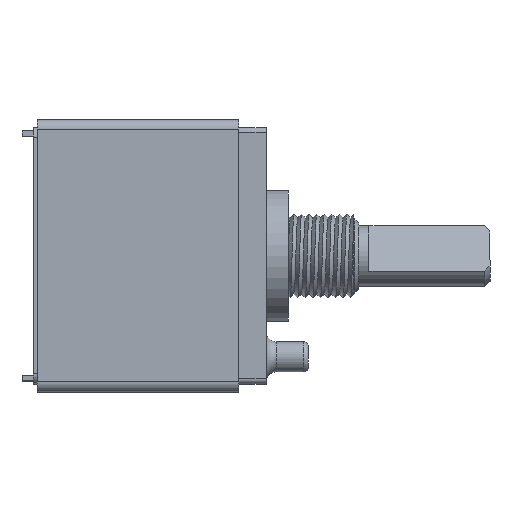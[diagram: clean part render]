
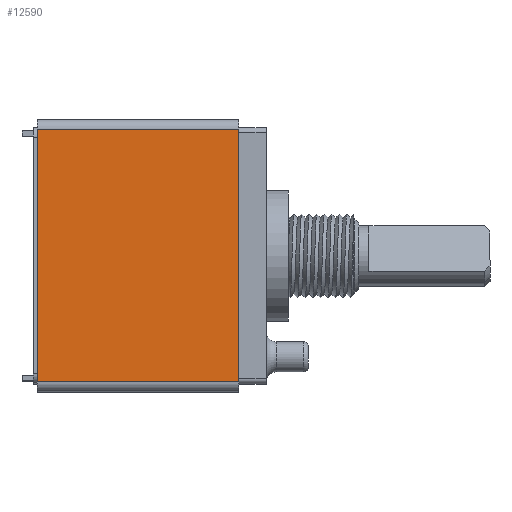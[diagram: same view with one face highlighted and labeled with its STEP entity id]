
A CAD part, top view. The second image highlights one B-rep face of the part: STEP entity #12590.
In plain terms, the highlighted planar face has unit normal (0, 0, 1).
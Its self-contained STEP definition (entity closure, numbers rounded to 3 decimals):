
#168 = VERTEX_POINT ( 'NONE', #16692 ) ;
#467 = VECTOR ( 'NONE', #7430, 1000. ) ;
#889 = LINE ( 'NONE', #10524, #467 ) ;
#951 = EDGE_CURVE ( 'NONE', #16930, #10135, #4107, .T. ) ;
#2117 = VECTOR ( 'NONE', #6689, 1000. ) ;
#3527 = DIRECTION ( 'NONE',  ( 1., 0., 0. ) ) ;
#3635 = CARTESIAN_POINT ( 'NONE',  ( -9.2, -12.5, 12.5 ) ) ;
#4107 = LINE ( 'NONE', #5628, #5112 ) ;
#5112 = VECTOR ( 'NONE', #20246, 1000. ) ;
#5449 = CARTESIAN_POINT ( 'NONE',  ( 0.8, 12.5, 12.5 ) ) ;
#5628 = CARTESIAN_POINT ( 'NONE',  ( 0.8, -13.5, 12.5 ) ) ;
#6689 = DIRECTION ( 'NONE',  ( -1., 0., 0. ) ) ;
#6730 = LINE ( 'NONE', #3635, #7865 ) ;
#7430 = DIRECTION ( 'NONE',  ( 0., -1., 0. ) ) ;
#7865 = VECTOR ( 'NONE', #3527, 1000. ) ;
#8088 = DIRECTION ( 'NONE',  ( -1., 0., 0. ) ) ;
#8517 = ORIENTED_EDGE ( 'NONE', *, *, #951, .F. ) ;
#9083 = DIRECTION ( 'NONE',  ( 0., 0., -1. ) ) ;
#9249 = EDGE_LOOP ( 'NONE', ( #10458, #10534, #8517, #16279 ) ) ;
#9795 = LINE ( 'NONE', #16806, #2117 ) ;
#10135 = VERTEX_POINT ( 'NONE', #13149 ) ;
#10458 = ORIENTED_EDGE ( 'NONE', *, *, #12041, .T. ) ;
#10524 = CARTESIAN_POINT ( 'NONE',  ( -19.2, -13.5, 12.5 ) ) ;
#10534 = ORIENTED_EDGE ( 'NONE', *, *, #20261, .T. ) ;
#12041 = EDGE_CURVE ( 'NONE', #18581, #168, #889, .T. ) ;
#12408 = FACE_OUTER_BOUND ( 'NONE', #9249, .T. ) ;
#12510 = PLANE ( 'NONE',  #19384 ) ;
#12590 = ADVANCED_FACE ( 'NONE', ( #12408 ), #12510, .F. ) ;
#13149 = CARTESIAN_POINT ( 'NONE',  ( 0.8, -12.5, 12.5 ) ) ;
#14039 = CARTESIAN_POINT ( 'NONE',  ( -9.2, -13.5, 12.5 ) ) ;
#15667 = EDGE_CURVE ( 'NONE', #16930, #18581, #9795, .T. ) ;
#16279 = ORIENTED_EDGE ( 'NONE', *, *, #15667, .T. ) ;
#16692 = CARTESIAN_POINT ( 'NONE',  ( -19.2, -12.5, 12.5 ) ) ;
#16806 = CARTESIAN_POINT ( 'NONE',  ( -9.2, 12.5, 12.5 ) ) ;
#16930 = VERTEX_POINT ( 'NONE', #5449 ) ;
#18474 = CARTESIAN_POINT ( 'NONE',  ( -19.2, 12.5, 12.5 ) ) ;
#18581 = VERTEX_POINT ( 'NONE', #18474 ) ;
#19384 = AXIS2_PLACEMENT_3D ( 'NONE', #14039, #9083, #8088 ) ;
#20246 = DIRECTION ( 'NONE',  ( 0., -1., 0. ) ) ;
#20261 = EDGE_CURVE ( 'NONE', #168, #10135, #6730, .T. ) ;
